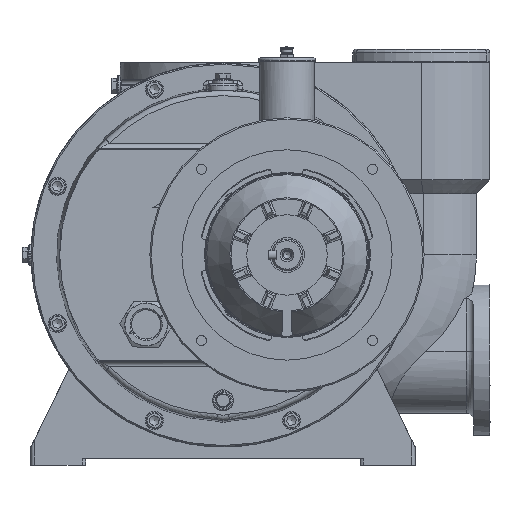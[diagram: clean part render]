
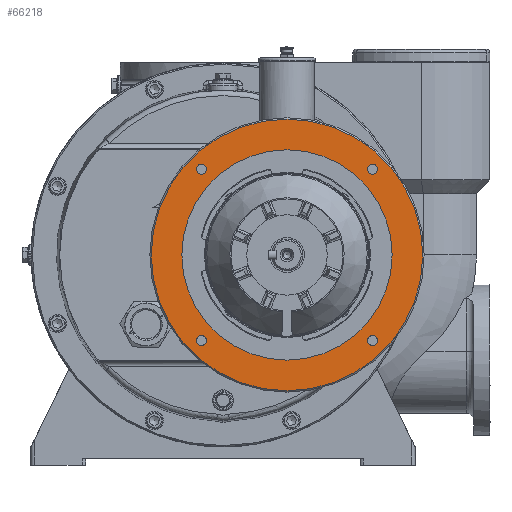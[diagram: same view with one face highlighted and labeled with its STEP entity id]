
A CAD part, front view. The second image highlights one B-rep face of the part: STEP entity #66218.
In plain terms, the highlighted planar face has unit normal (0, -1, 0).
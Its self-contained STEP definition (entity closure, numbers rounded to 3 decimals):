
#16840=CARTESIAN_POINT('',(70.,-513.0,-148.5));
#16841=VERTEX_POINT('',#16840);
#16842=CARTESIAN_POINT('',(70.,-513.0,0.));
#16843=DIRECTION('',(0.0,1.0,0.0));
#16844=DIRECTION('',(0.0,0.0,1.0));
#16845=AXIS2_PLACEMENT_3D('',#16842,#16843,#16844);
#16846=CIRCLE('',#16845,148.5);
#16847=EDGE_CURVE('',#16841,#16841,#16846,.T.);
#17202=CARTESIAN_POINT('',(-29.15,-513.,93.692));
#17203=VERTEX_POINT('',#17202);
#17204=CARTESIAN_POINT('',(-23.692,-513.,93.692));
#17205=DIRECTION('',(0.0,1.0,0.0));
#17206=DIRECTION('',(-1.0,0.0,0.0));
#17207=AXIS2_PLACEMENT_3D('',#17204,#17205,#17206);
#17208=CIRCLE('',#17207,5.459);
#17209=EDGE_CURVE('',#17203,#17203,#17208,.T.);
#17243=CARTESIAN_POINT('',(158.233,-513.,-93.692));
#17244=VERTEX_POINT('',#17243);
#17245=CARTESIAN_POINT('',(163.692,-513.,-93.692));
#17246=DIRECTION('',(0.0,1.0,0.0));
#17247=DIRECTION('',(-1.0,0.0,0.0));
#17248=AXIS2_PLACEMENT_3D('',#17245,#17246,#17247);
#17249=CIRCLE('',#17248,5.459);
#17250=EDGE_CURVE('',#17244,#17244,#17249,.T.);
#17284=CARTESIAN_POINT('',(-29.15,-513.,-93.692));
#17285=VERTEX_POINT('',#17284);
#17286=CARTESIAN_POINT('',(-23.692,-513.,-93.692));
#17287=DIRECTION('',(0.0,1.0,0.0));
#17288=DIRECTION('',(-1.0,0.0,0.0));
#17289=AXIS2_PLACEMENT_3D('',#17286,#17287,#17288);
#17290=CIRCLE('',#17289,5.459);
#17291=EDGE_CURVE('',#17285,#17285,#17290,.T.);
#17325=CARTESIAN_POINT('',(158.233,-513.,93.692));
#17326=VERTEX_POINT('',#17325);
#17327=CARTESIAN_POINT('',(163.692,-513.,93.692));
#17328=DIRECTION('',(0.0,1.0,0.0));
#17329=DIRECTION('',(-1.0,0.0,0.0));
#17330=AXIS2_PLACEMENT_3D('',#17327,#17328,#17329);
#17331=CIRCLE('',#17330,5.459);
#17332=EDGE_CURVE('',#17326,#17326,#17331,.T.);
#19137=CARTESIAN_POINT('',(70.,-513.0,-115.));
#19138=VERTEX_POINT('',#19137);
#19139=CARTESIAN_POINT('',(70.,-513.0,0.));
#19140=DIRECTION('',(0.0,1.0,0.0));
#19141=DIRECTION('',(0.0,0.0,-1.0));
#19142=AXIS2_PLACEMENT_3D('',#19139,#19140,#19141);
#19143=CIRCLE('',#19142,115.);
#19144=EDGE_CURVE('',#19138,#19138,#19143,.T.);
#66195=CARTESIAN_POINT('',(70.,-513.0,-132.5));
#66196=DIRECTION('',(0.0,-1.0,0.0));
#66197=DIRECTION('',(-1.0,0.0,0.0));
#66198=AXIS2_PLACEMENT_3D('',#66195,#66196,#66197);
#66199=PLANE('',#66198);
#66200=ORIENTED_EDGE('',*,*,#16847,.F.);
#66201=EDGE_LOOP('',(#66200));
#66202=FACE_OUTER_BOUND('',#66201,.T.);
#66203=ORIENTED_EDGE('',*,*,#17209,.T.);
#66204=EDGE_LOOP('',(#66203));
#66205=FACE_BOUND('',#66204,.T.);
#66206=ORIENTED_EDGE('',*,*,#17250,.T.);
#66207=EDGE_LOOP('',(#66206));
#66208=FACE_BOUND('',#66207,.T.);
#66209=ORIENTED_EDGE('',*,*,#17291,.T.);
#66210=EDGE_LOOP('',(#66209));
#66211=FACE_BOUND('',#66210,.T.);
#66212=ORIENTED_EDGE('',*,*,#19144,.T.);
#66213=EDGE_LOOP('',(#66212));
#66214=FACE_BOUND('',#66213,.T.);
#66215=ORIENTED_EDGE('',*,*,#17332,.T.);
#66216=EDGE_LOOP('',(#66215));
#66217=FACE_BOUND('',#66216,.T.);
#66218=ADVANCED_FACE('',(#66202,#66205,#66208,#66211,#66214,#66217),#66199,.T.);
